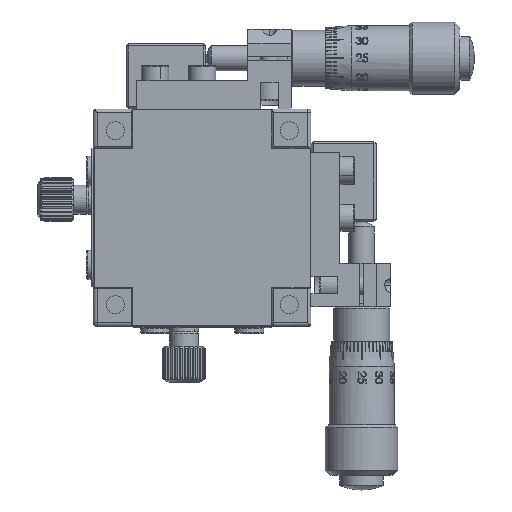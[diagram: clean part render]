
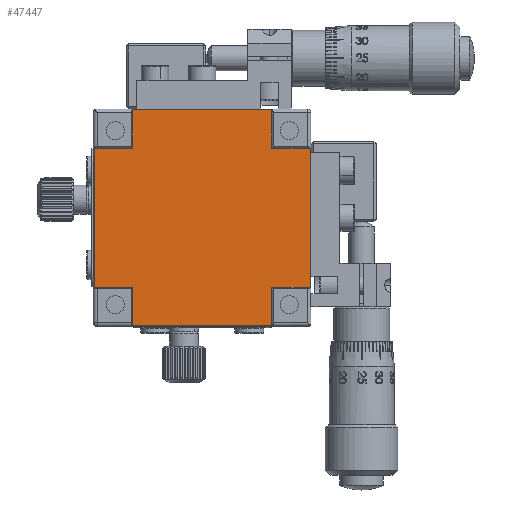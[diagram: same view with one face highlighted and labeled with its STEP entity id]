
A CAD part, front view. The second image highlights one B-rep face of the part: STEP entity #47447.
In plain terms, the highlighted planar face has unit normal (0, -1, 0).
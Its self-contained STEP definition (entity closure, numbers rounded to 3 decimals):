
#429 = CARTESIAN_POINT ( 'NONE',  ( -15.031, -4.5, -9.6 ) ) ;
#1271 = CARTESIAN_POINT ( 'NONE',  ( 9.469, -4.5, 14.9 ) ) ;
#2922 = CARTESIAN_POINT ( 'NONE',  ( -15.131, -4.5, -9.6 ) ) ;
#4226 = EDGE_CURVE ( 'NONE', #49389, #78927, #86374, .T. ) ;
#5222 = CARTESIAN_POINT ( 'NONE',  ( -9.731, -4.5, 14.9 ) ) ;
#5905 = VECTOR ( 'NONE', #64427, 1000. ) ;
#7783 = DIRECTION ( 'NONE',  ( 0., 1., 0. ) ) ;
#8061 = DIRECTION ( 'NONE',  ( -1., 0., 0. ) ) ;
#9221 = DIRECTION ( 'NONE',  ( 0., 0., 1. ) ) ;
#9572 = CARTESIAN_POINT ( 'NONE',  ( -9.731, -4.5, -14.9 ) ) ;
#9706 = DIRECTION ( 'NONE',  ( 1., 0., 0. ) ) ;
#10137 = LINE ( 'NONE', #22655, #79187 ) ;
#11762 = VECTOR ( 'NONE', #8061, 1000. ) ;
#14139 = CARTESIAN_POINT ( 'NONE',  ( 14.769, -4.5, 9.6 ) ) ;
#14670 = LINE ( 'NONE', #31983, #83682 ) ;
#15226 = VECTOR ( 'NONE', #35693, 1000. ) ;
#15276 = VECTOR ( 'NONE', #18059, 1000. ) ;
#15473 = CARTESIAN_POINT ( 'NONE',  ( -15.131, -4.5, 9.6 ) ) ;
#16312 = DIRECTION ( 'NONE',  ( 1., 0., 0. ) ) ;
#16846 = VERTEX_POINT ( 'NONE', #14139 ) ;
#16875 = ORIENTED_EDGE ( 'NONE', *, *, #60344, .T. ) ;
#17626 = CARTESIAN_POINT ( 'NONE',  ( -15.131, -4.5, -9.6 ) ) ;
#17657 = CARTESIAN_POINT ( 'NONE',  ( 9.469, -4.5, -14.9 ) ) ;
#17796 = ORIENTED_EDGE ( 'NONE', *, *, #70034, .T. ) ;
#17950 = CARTESIAN_POINT ( 'NONE',  ( -15.131, -4.5, 9.6 ) ) ;
#18059 = DIRECTION ( 'NONE',  ( 1., 0., 0. ) ) ;
#18526 = DIRECTION ( 'NONE',  ( 0., 0., -1. ) ) ;
#19971 = ORIENTED_EDGE ( 'NONE', *, *, #4226, .F. ) ;
#22049 = VERTEX_POINT ( 'NONE', #23388 ) ;
#22655 = CARTESIAN_POINT ( 'NONE',  ( 9.469, -4.5, -15. ) ) ;
#23388 = CARTESIAN_POINT ( 'NONE',  ( -9.731, -4.5, -14.9 ) ) ;
#23559 = VERTEX_POINT ( 'NONE', #32495 ) ;
#24640 = VERTEX_POINT ( 'NONE', #44564 ) ;
#25370 = VECTOR ( 'NONE', #9221, 1000. ) ;
#25697 = VERTEX_POINT ( 'NONE', #429 ) ;
#26207 = EDGE_CURVE ( 'NONE', #23559, #16846, #84306, .T. ) ;
#26287 = ORIENTED_EDGE ( 'NONE', *, *, #50819, .T. ) ;
#29135 = CARTESIAN_POINT ( 'NONE',  ( 9.469, -4.5, -15. ) ) ;
#29549 = EDGE_CURVE ( 'NONE', #34150, #31937, #49495, .T. ) ;
#29668 = EDGE_CURVE ( 'NONE', #69288, #24640, #43168, .T. ) ;
#30993 = VECTOR ( 'NONE', #66496, 1000. ) ;
#31937 = VERTEX_POINT ( 'NONE', #5222 ) ;
#31983 = CARTESIAN_POINT ( 'NONE',  ( -15.031, -4.5, 9.6 ) ) ;
#32473 = ORIENTED_EDGE ( 'NONE', *, *, #64894, .T. ) ;
#32495 = CARTESIAN_POINT ( 'NONE',  ( 14.769, -4.5, -9.6 ) ) ;
#33156 = CARTESIAN_POINT ( 'NONE',  ( 14.769, -4.5, -9.6 ) ) ;
#33431 = CARTESIAN_POINT ( 'NONE',  ( -9.731, -4.5, -9.6 ) ) ;
#34150 = VERTEX_POINT ( 'NONE', #61204 ) ;
#34430 = CARTESIAN_POINT ( 'NONE',  ( -9.731, -4.5, -15. ) ) ;
#34585 = VECTOR ( 'NONE', #42893, 1000. ) ;
#34607 = ORIENTED_EDGE ( 'NONE', *, *, #26207, .T. ) ;
#35693 = DIRECTION ( 'NONE',  ( 1., 0., 0. ) ) ;
#36124 = DIRECTION ( 'NONE',  ( 0., 0., 1. ) ) ;
#38153 = EDGE_CURVE ( 'NONE', #22049, #42586, #60729, .T. ) ;
#41151 = PLANE ( 'NONE',  #47556 ) ;
#42586 = VERTEX_POINT ( 'NONE', #33431 ) ;
#42893 = DIRECTION ( 'NONE',  ( 0., 0., 1. ) ) ;
#43168 = LINE ( 'NONE', #29135, #25370 ) ;
#44538 = CARTESIAN_POINT ( 'NONE',  ( -9.731, -4.5, 9.6 ) ) ;
#44564 = CARTESIAN_POINT ( 'NONE',  ( 9.469, -4.5, -9.6 ) ) ;
#44614 = VECTOR ( 'NONE', #9706, 1000. ) ;
#46386 = VECTOR ( 'NONE', #16312, 1000. ) ;
#47447 = ADVANCED_FACE ( 'NONE', ( #64244 ), #41151, .F. ) ;
#47556 = AXIS2_PLACEMENT_3D ( 'NONE', #34430, #7783, #54628 ) ;
#49389 = VERTEX_POINT ( 'NONE', #75655 ) ;
#49495 = LINE ( 'NONE', #1271, #11762 ) ;
#50819 = EDGE_CURVE ( 'NONE', #49389, #25697, #14670, .T. ) ;
#51301 = ORIENTED_EDGE ( 'NONE', *, *, #38153, .F. ) ;
#53485 = ORIENTED_EDGE ( 'NONE', *, *, #80459, .F. ) ;
#54628 = DIRECTION ( 'NONE',  ( -1., 0., 0. ) ) ;
#56378 = CARTESIAN_POINT ( 'NONE',  ( -9.731, -4.5, -15. ) ) ;
#58641 = VECTOR ( 'NONE', #80966, 1000. ) ;
#60344 = EDGE_CURVE ( 'NONE', #25697, #42586, #62419, .T. ) ;
#60729 = LINE ( 'NONE', #60892, #58641 ) ;
#60829 = ORIENTED_EDGE ( 'NONE', *, *, #60971, .F. ) ;
#60892 = CARTESIAN_POINT ( 'NONE',  ( -9.731, -4.5, -15. ) ) ;
#60971 = EDGE_CURVE ( 'NONE', #64706, #16846, #84233, .T. ) ;
#61204 = CARTESIAN_POINT ( 'NONE',  ( 9.469, -4.5, 14.9 ) ) ;
#62419 = LINE ( 'NONE', #2922, #44614 ) ;
#62894 = ORIENTED_EDGE ( 'NONE', *, *, #64763, .T. ) ;
#63300 = EDGE_LOOP ( 'NONE', ( #51301, #17796, #77446, #32473, #34607, #60829, #62894, #69175, #53485, #19971, #26287, #16875 ) ) ;
#64244 = FACE_OUTER_BOUND ( 'NONE', #63300, .T. ) ;
#64427 = DIRECTION ( 'NONE',  ( 1., 0., 0. ) ) ;
#64706 = VERTEX_POINT ( 'NONE', #69151 ) ;
#64763 = EDGE_CURVE ( 'NONE', #64706, #34150, #10137, .T. ) ;
#64894 = EDGE_CURVE ( 'NONE', #24640, #23559, #72948, .T. ) ;
#66496 = DIRECTION ( 'NONE',  ( 0., 0., 1. ) ) ;
#69151 = CARTESIAN_POINT ( 'NONE',  ( 9.469, -4.5, 9.6 ) ) ;
#69175 = ORIENTED_EDGE ( 'NONE', *, *, #29549, .T. ) ;
#69288 = VERTEX_POINT ( 'NONE', #17657 ) ;
#70034 = EDGE_CURVE ( 'NONE', #22049, #69288, #79787, .T. ) ;
#72259 = LINE ( 'NONE', #56378, #34585 ) ;
#72948 = LINE ( 'NONE', #17626, #5905 ) ;
#75655 = CARTESIAN_POINT ( 'NONE',  ( -15.031, -4.5, 9.6 ) ) ;
#77446 = ORIENTED_EDGE ( 'NONE', *, *, #29668, .T. ) ;
#78927 = VERTEX_POINT ( 'NONE', #44538 ) ;
#79187 = VECTOR ( 'NONE', #36124, 1000. ) ;
#79787 = LINE ( 'NONE', #9572, #46386 ) ;
#80459 = EDGE_CURVE ( 'NONE', #78927, #31937, #72259, .T. ) ;
#80966 = DIRECTION ( 'NONE',  ( 0., 0., 1. ) ) ;
#83682 = VECTOR ( 'NONE', #18526, 1000. ) ;
#84233 = LINE ( 'NONE', #15473, #15226 ) ;
#84306 = LINE ( 'NONE', #33156, #30993 ) ;
#86374 = LINE ( 'NONE', #17950, #15276 ) ;
